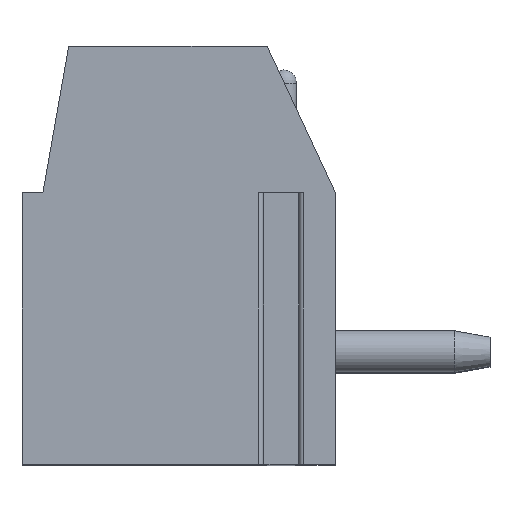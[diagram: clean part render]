
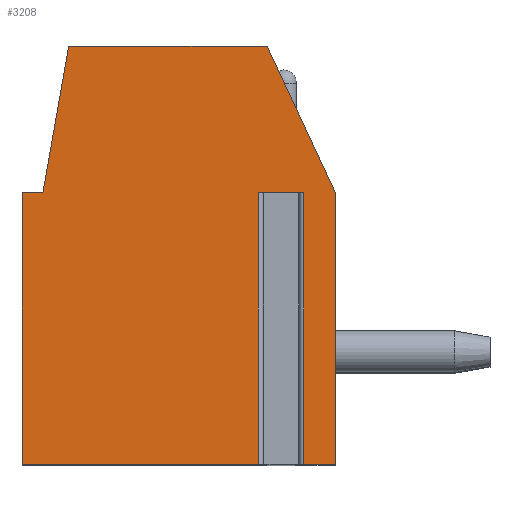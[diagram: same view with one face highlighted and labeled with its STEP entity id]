
A CAD part, top view. The second image highlights one B-rep face of the part: STEP entity #3208.
In plain terms, the highlighted planar face has unit normal (0, 0, 1).
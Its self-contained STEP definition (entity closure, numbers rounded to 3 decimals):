
#13=DIRECTION('',(-1.,0.,0.));
#14=VECTOR('',#13,1.097);
#15=CARTESIAN_POINT('',(2.998,1.5,12.7));
#16=LINE('',#15,#14);
#17=DIRECTION('',(0.,-1.,0.));
#18=VECTOR('',#17,6.5);
#19=CARTESIAN_POINT('',(1.902,1.5,12.7));
#20=LINE('',#19,#18);
#21=DIRECTION('',(1.,0.,0.));
#22=VECTOR('',#21,5.652);
#23=CARTESIAN_POINT('',(-3.75,-5.,12.7));
#24=LINE('',#23,#22);
#25=DIRECTION('',(0.,-1.,0.));
#26=VECTOR('',#25,6.5);
#27=CARTESIAN_POINT('',(-3.75,1.5,12.7));
#28=LINE('',#27,#26);
#29=DIRECTION('',(-1.,0.,0.));
#30=VECTOR('',#29,0.5);
#31=CARTESIAN_POINT('',(-3.25,1.5,12.7));
#32=LINE('',#31,#30);
#33=DIRECTION('',(-0.174,-0.985,0.));
#34=VECTOR('',#33,3.554);
#35=CARTESIAN_POINT('',(-2.633,5.,12.7));
#36=LINE('',#35,#34);
#37=DIRECTION('',(-1.,0.,0.));
#38=VECTOR('',#37,4.751);
#39=CARTESIAN_POINT('',(2.118,5.,12.7));
#40=LINE('',#39,#38);
#41=DIRECTION('',(-0.423,0.906,0.));
#42=VECTOR('',#41,3.862);
#43=CARTESIAN_POINT('',(3.75,1.5,12.7));
#44=LINE('',#43,#42);
#45=DIRECTION('',(0.,1.,0.));
#46=VECTOR('',#45,6.5);
#47=CARTESIAN_POINT('',(3.75,-5.,12.7));
#48=LINE('',#47,#46);
#49=DIRECTION('',(1.,0.,0.));
#50=VECTOR('',#49,0.752);
#51=CARTESIAN_POINT('',(2.998,-5.,12.7));
#52=LINE('',#51,#50);
#53=DIRECTION('',(0.,-1.,0.));
#54=VECTOR('',#53,6.5);
#55=CARTESIAN_POINT('',(2.998,1.5,12.7));
#56=LINE('',#55,#54);
#2537=CARTESIAN_POINT('',(-2.633,5.,12.7));
#2538=CARTESIAN_POINT('',(-3.25,1.5,12.7));
#2539=VERTEX_POINT('',#2537);
#2540=VERTEX_POINT('',#2538);
#2541=CARTESIAN_POINT('',(-3.75,1.5,12.7));
#2542=VERTEX_POINT('',#2541);
#2543=CARTESIAN_POINT('',(-3.75,-5.,12.7));
#2544=VERTEX_POINT('',#2543);
#2545=CARTESIAN_POINT('',(3.75,-5.,12.7));
#2546=CARTESIAN_POINT('',(3.75,1.5,12.7));
#2547=VERTEX_POINT('',#2545);
#2548=VERTEX_POINT('',#2546);
#2549=CARTESIAN_POINT('',(2.118,5.,12.7));
#2550=VERTEX_POINT('',#2549);
#2609=CARTESIAN_POINT('',(2.998,1.5,12.7));
#2610=CARTESIAN_POINT('',(1.902,1.5,12.7));
#2611=VERTEX_POINT('',#2609);
#2612=VERTEX_POINT('',#2610);
#2613=CARTESIAN_POINT('',(1.902,-5.,12.7));
#2614=VERTEX_POINT('',#2613);
#2615=CARTESIAN_POINT('',(2.998,-5.,12.7));
#2616=VERTEX_POINT('',#2615);
#3179=CARTESIAN_POINT('',(0.,0.,12.7));
#3180=DIRECTION('',(0.,0.,1.));
#3181=DIRECTION('',(1.,0.,0.));
#3182=AXIS2_PLACEMENT_3D('',#3179,#3180,#3181);
#3183=PLANE('',#3182);
#3185=ORIENTED_EDGE('',*,*,#3184,.T.);
#3187=ORIENTED_EDGE('',*,*,#3186,.T.);
#3189=ORIENTED_EDGE('',*,*,#3188,.F.);
#3191=ORIENTED_EDGE('',*,*,#3190,.F.);
#3193=ORIENTED_EDGE('',*,*,#3192,.F.);
#3195=ORIENTED_EDGE('',*,*,#3194,.F.);
#3197=ORIENTED_EDGE('',*,*,#3196,.F.);
#3199=ORIENTED_EDGE('',*,*,#3198,.F.);
#3201=ORIENTED_EDGE('',*,*,#3200,.F.);
#3203=ORIENTED_EDGE('',*,*,#3202,.F.);
#3205=ORIENTED_EDGE('',*,*,#3204,.F.);
#3206=EDGE_LOOP('',(#3185,#3187,#3189,#3191,#3193,#3195,#3197,#3199,#3201,#3203,
#3205));
#3207=FACE_OUTER_BOUND('',#3206,.F.);
#3184=EDGE_CURVE('',#2611,#2612,#16,.T.);
#3186=EDGE_CURVE('',#2612,#2614,#20,.T.);
#3188=EDGE_CURVE('',#2544,#2614,#24,.T.);
#3190=EDGE_CURVE('',#2542,#2544,#28,.T.);
#3192=EDGE_CURVE('',#2540,#2542,#32,.T.);
#3194=EDGE_CURVE('',#2539,#2540,#36,.T.);
#3196=EDGE_CURVE('',#2550,#2539,#40,.T.);
#3198=EDGE_CURVE('',#2548,#2550,#44,.T.);
#3200=EDGE_CURVE('',#2547,#2548,#48,.T.);
#3202=EDGE_CURVE('',#2616,#2547,#52,.T.);
#3204=EDGE_CURVE('',#2611,#2616,#56,.T.);
#3208=ADVANCED_FACE('',(#3207),#3183,.T.);
